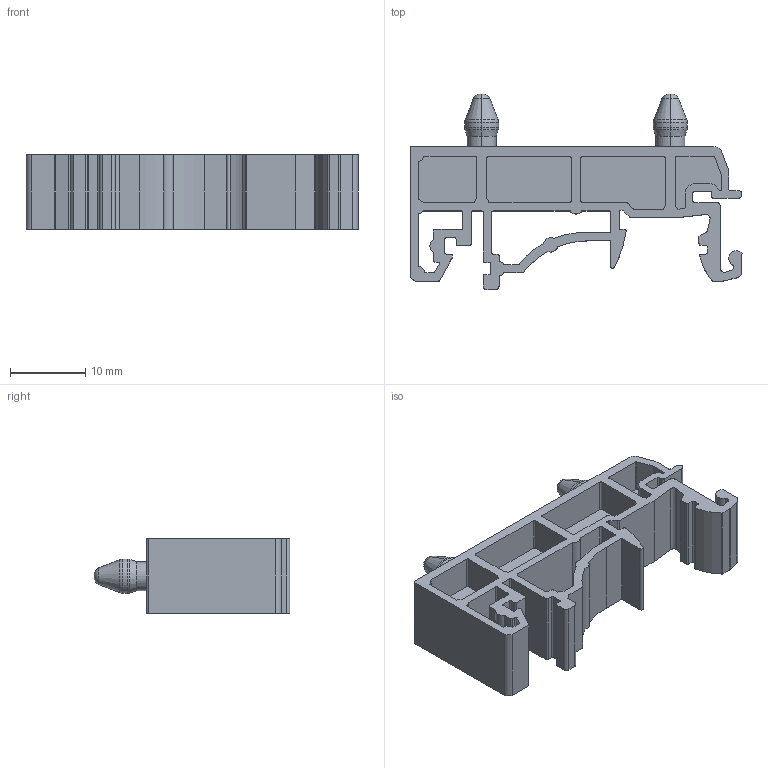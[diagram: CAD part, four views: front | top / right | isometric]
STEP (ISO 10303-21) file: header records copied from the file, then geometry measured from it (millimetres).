
FILE_DESCRIPTION (( 'STEP AP203' ), '1' );
FILE_NAME ('DISTANS SERISI - RAY DISTANS VIDASIZ -60.340.STEP', '2018-11-02T16:21:51', ( 'user' ), ( '' ), 'SwSTEP 2.0', 'SolidWorks 2016', '' );
FILE_SCHEMA (( 'CONFIG_CONTROL_DESIGN' ));
Length unit declared in the file: millimetre
Products named in the file (1): DISTANS SERISI - RAY DISTANS VIDASIZ -60.340
Bounding box: 44 x 25.95 x 9.9 mm (x, y, z)
Volume: 2837.2 mm3; surface area: 4735.6 mm2
Topology: 1 solids, 1 shells, 266 faces, 738 edges, 484 vertices
Faces by surface type: cylinder 123, plane 123, torus 12, cone 8
Entity records: 8649 total; most frequent: DIRECTION 1546, CARTESIAN_POINT 1489, ORIENTED_EDGE 1476, EDGE_CURVE 738, AXIS2_PLACEMENT_3D 541, VERTEX_POINT 484, LINE 464, VECTOR 464
